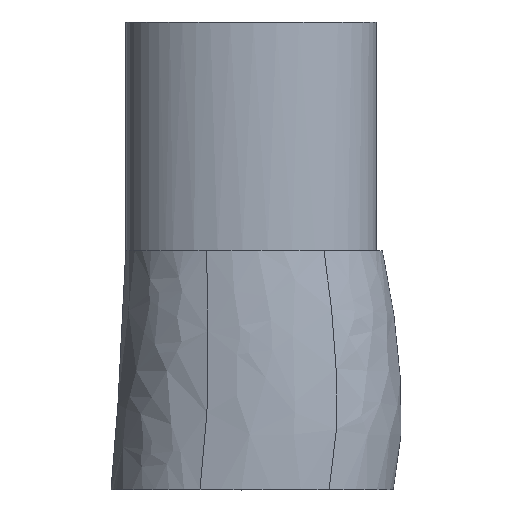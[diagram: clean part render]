
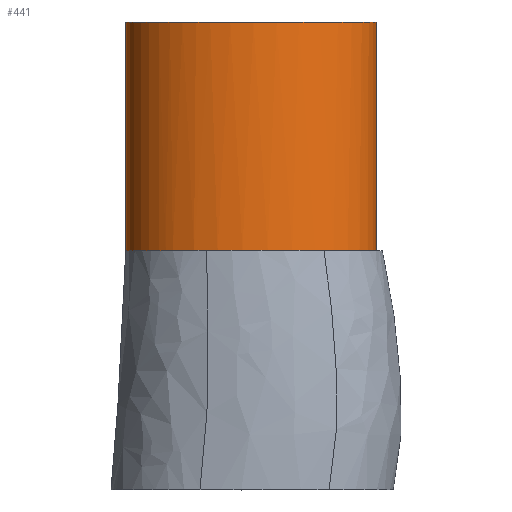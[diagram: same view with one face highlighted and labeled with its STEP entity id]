
A CAD part, top view. The second image highlights one B-rep face of the part: STEP entity #441.
In plain terms, the highlighted free-form (B-spline) face has degree [3, 1] with [19, 2] control points.
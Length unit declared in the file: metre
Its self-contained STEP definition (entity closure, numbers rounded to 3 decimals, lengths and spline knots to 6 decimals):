
#12=ELLIPSE('',#459,0.05268,0.038152);
#13=ELLIPSE('',#461,0.05268,0.038152);
#14=ELLIPSE('',#463,0.05268,0.038152);
#15=ELLIPSE('',#464,0.05268,0.038152);
#160=ORIENTED_EDGE('',*,*,#244,.F.);
#161=ORIENTED_EDGE('',*,*,#245,.T.);
#162=ORIENTED_EDGE('',*,*,#242,.T.);
#163=ORIENTED_EDGE('',*,*,#243,.T.);
#242=EDGE_CURVE('',#283,#264,#12,.T.);
#243=EDGE_CURVE('',#264,#263,#13,.T.);
#244=EDGE_CURVE('',#288,#288,#14,.T.);
#245=EDGE_CURVE('',#263,#283,#15,.T.);
#263=VERTEX_POINT('',#885);
#264=VERTEX_POINT('',#894);
#283=VERTEX_POINT('',#1395);
#288=VERTEX_POINT('',#1532);
#363=EDGE_LOOP('',(#160));
#364=EDGE_LOOP('',(#161,#162,#163));
#392=FACE_BOUND('',#363,.T.);
#393=FACE_BOUND('',#364,.T.);
#416=B_SPLINE_SURFACE_WITH_KNOTS('',3,1,((#1533,#1534),(#1535,#1536),(#1537,
#1538),(#1539,#1540),(#1541,#1542),(#1543,#1544),(#1545,#1546),(#1547,#1548),
(#1549,#1550),(#1551,#1552),(#1553,#1554),(#1555,#1556),(#1557,#1558),(#1559,
#1560),(#1561,#1562),(#1563,#1564),(#1565,#1566),(#1567,#1568),(#1569,#1570)),
 .SURF_OF_LINEAR_EXTRUSION.,.T.,.F.,.F.,(1,1,1,1,1,1,1,1,1,1,1,1,1,1,1,
1,1,1,1,1,1,1,1),(2,2),(-1.178097,-0.785398,-0.392699,
0.,0.392699,0.785398,1.178097,
1.570796,1.963495,2.356194,2.748894,3.141593,
3.534292,3.926991,4.31969,4.712389,5.105088,
5.497787,5.890486,6.283185,6.675884,7.068583,
7.461283),(0.,1.),.UNSPECIFIED.);
#441=ADVANCED_FACE('',(#392,#393),#416,.F.);
#459=AXIS2_PLACEMENT_3D('',#1527,#486,#487);
#461=AXIS2_PLACEMENT_3D('',#1529,#490,#491);
#463=AXIS2_PLACEMENT_3D('',#1531,#494,#495);
#464=AXIS2_PLACEMENT_3D('',#1571,#496,#497);
#486=DIRECTION('',(0.,1.,0.));
#487=DIRECTION('',(-1.,0.,0.));
#490=DIRECTION('',(0.,1.,0.));
#491=DIRECTION('',(-1.,0.,0.));
#494=DIRECTION('',(0.,1.,0.));
#495=DIRECTION('',(-1.,0.,0.));
#496=DIRECTION('',(0.,1.,0.));
#497=DIRECTION('',(-1.,0.,0.));
#885=CARTESIAN_POINT('',(-0.037502,0.126748,0.051591));
#894=CARTESIAN_POINT('',(-0.017708,0.126748,0.021786));
#1395=CARTESIAN_POINT('',(-0.017708,0.126748,0.081396));
#1527=CARTESIAN_POINT('',(0.015178,0.126748,0.051591));
#1529=CARTESIAN_POINT('',(0.015178,0.126748,0.051591));
#1531=CARTESIAN_POINT('',(0.015178,0.22276,0.051591));
#1532=CARTESIAN_POINT('',(-0.037502,0.22276,0.051591));
#1533=CARTESIAN_POINT('',(-0.034759,0.22276,0.036611));
#1534=CARTESIAN_POINT('',(-0.034759,0.126748,0.036611));
#1535=CARTESIAN_POINT('',(-0.038874,0.22276,0.051591));
#1536=CARTESIAN_POINT('',(-0.038874,0.126748,0.051591));
#1537=CARTESIAN_POINT('',(-0.034759,0.22276,0.066571));
#1538=CARTESIAN_POINT('',(-0.034759,0.126748,0.066571));
#1539=CARTESIAN_POINT('',(-0.023042,0.22276,0.079271));
#1540=CARTESIAN_POINT('',(-0.023042,0.126748,0.079271));
#1541=CARTESIAN_POINT('',(-0.005507,0.22276,0.087757));
#1542=CARTESIAN_POINT('',(-0.005507,0.126748,0.087757));
#1543=CARTESIAN_POINT('',(0.015178,0.22276,0.090736));
#1544=CARTESIAN_POINT('',(0.015178,0.126748,0.090736));
#1545=CARTESIAN_POINT('',(0.035862,0.22276,0.087757));
#1546=CARTESIAN_POINT('',(0.035862,0.126748,0.087757));
#1547=CARTESIAN_POINT('',(0.053398,0.22276,0.079271));
#1548=CARTESIAN_POINT('',(0.053398,0.126748,0.079271));
#1549=CARTESIAN_POINT('',(0.065114,0.22276,0.066571));
#1550=CARTESIAN_POINT('',(0.065114,0.126748,0.066571));
#1551=CARTESIAN_POINT('',(0.069229,0.22276,0.051591));
#1552=CARTESIAN_POINT('',(0.069229,0.126748,0.051591));
#1553=CARTESIAN_POINT('',(0.065114,0.22276,0.036611));
#1554=CARTESIAN_POINT('',(0.065114,0.126748,0.036611));
#1555=CARTESIAN_POINT('',(0.053398,0.22276,0.023911));
#1556=CARTESIAN_POINT('',(0.053398,0.126748,0.023911));
#1557=CARTESIAN_POINT('',(0.035862,0.22276,0.015426));
#1558=CARTESIAN_POINT('',(0.035862,0.126748,0.015426));
#1559=CARTESIAN_POINT('',(0.015178,0.22276,0.012446));
#1560=CARTESIAN_POINT('',(0.015178,0.126748,0.012446));
#1561=CARTESIAN_POINT('',(-0.005507,0.22276,0.015426));
#1562=CARTESIAN_POINT('',(-0.005507,0.126748,0.015426));
#1563=CARTESIAN_POINT('',(-0.023042,0.22276,0.023911));
#1564=CARTESIAN_POINT('',(-0.023042,0.126748,0.023911));
#1565=CARTESIAN_POINT('',(-0.034759,0.22276,0.036611));
#1566=CARTESIAN_POINT('',(-0.034759,0.126748,0.036611));
#1567=CARTESIAN_POINT('',(-0.038874,0.22276,0.051591));
#1568=CARTESIAN_POINT('',(-0.038874,0.126748,0.051591));
#1569=CARTESIAN_POINT('',(-0.034759,0.22276,0.066571));
#1570=CARTESIAN_POINT('',(-0.034759,0.126748,0.066571));
#1571=CARTESIAN_POINT('',(0.015178,0.126748,0.051591));
